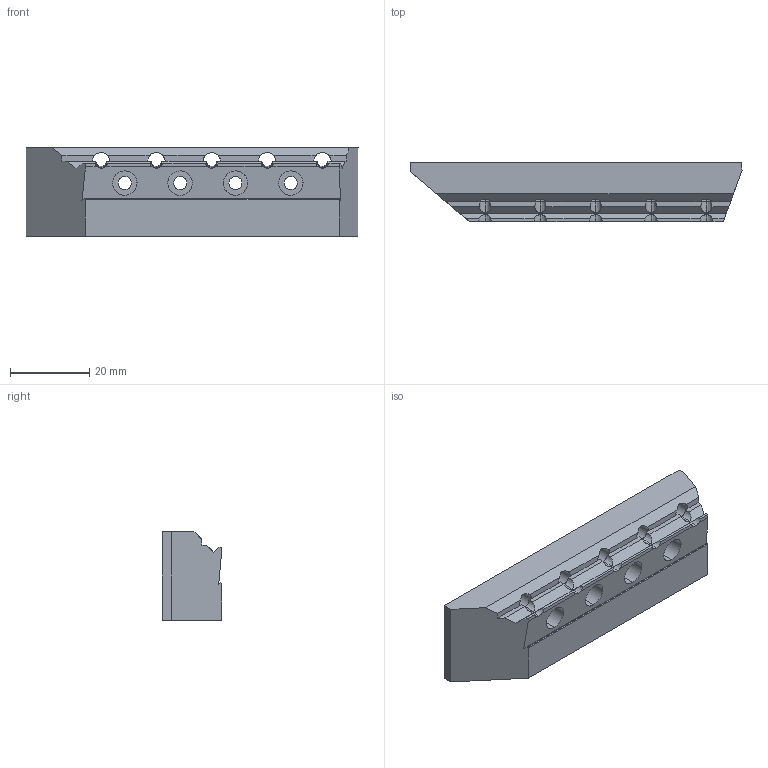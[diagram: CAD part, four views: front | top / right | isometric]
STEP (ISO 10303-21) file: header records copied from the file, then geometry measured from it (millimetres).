
FILE_DESCRIPTION (( 'STEP AP214' ), '1' );
FILE_NAME ('mmu2-front-PTFE-holder(M1).STEP', '2018-08-31T12:38:26', ( '' ), ( '' ), 'SwSTEP 2.0', 'SolidWorks 2017', '' );
FILE_SCHEMA (( 'AUTOMOTIVE_DESIGN' ));
Length unit declared in the file: millimetre
Products named in the file (1): mmu2-front-PTFE-holder(M1)
Bounding box: 84 x 15 x 22.5 mm (x, y, z)
Volume: 21590.2 mm3; surface area: 7955.8 mm2
Topology: 1 solids, 1 shells, 133 faces, 370 edges, 240 vertices
Faces by surface type: plane 67, cone 38, cylinder 26, bspline 2
Entity records: 4408 total; most frequent: CARTESIAN_POINT 1016, ORIENTED_EDGE 740, DIRECTION 672, EDGE_CURVE 370, VERTEX_POINT 240, AXIS2_PLACEMENT_3D 232, VECTOR 208, LINE 208
